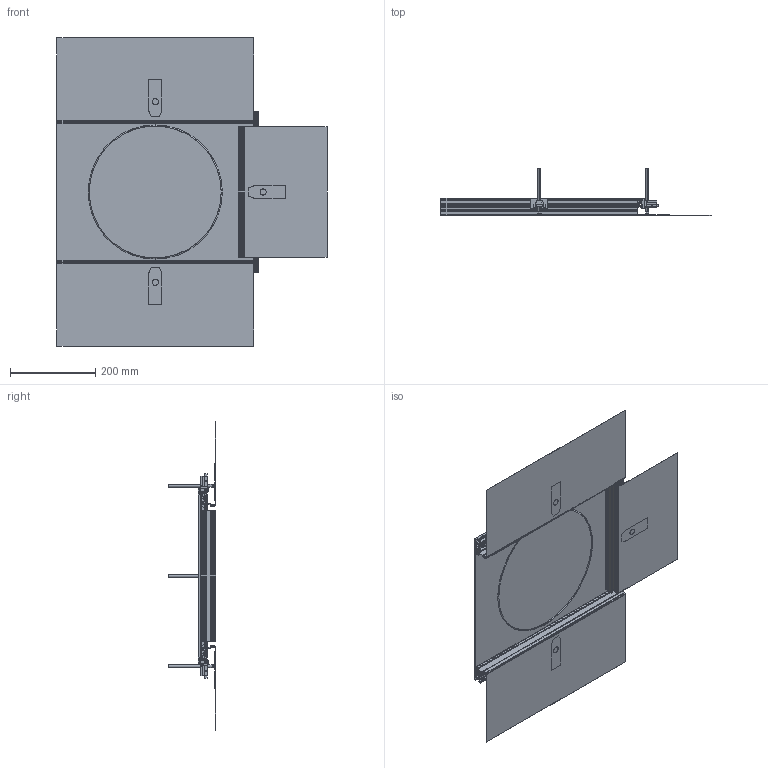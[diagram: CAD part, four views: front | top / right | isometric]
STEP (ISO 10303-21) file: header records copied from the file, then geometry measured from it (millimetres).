
FILE_DESCRIPTION (( 'STEP AP214' ), '1' );
FILE_NAME ('7424346_KSTP1.stp', '2017-04-28T11:52:51', ( '' ), ( '' ), 'SwSTEP 2.0', 'SolidWorks 2016', '' );
FILE_SCHEMA (( 'AUTOMOTIVE_DESIGN' ));
Length unit declared in the file: millimetre
Products named in the file (14): 35104201_Standard; 001135_Standard; 001131_Standard; 001132_Standard; 001133_Standard; R_1_SHORT; R_1; 43941C_Standard; 43940C_Standard; 42955C_Standard; 43428H_Standard; 43953A_Standard; 43951A_Standard; 7424346_KSTP1
Assembly tree (25 placements, depth 2):
  7424346_KSTP1
    43951A_Standard  x2
    43953A_Standard  x2
    43428H_Standard
    42955C_Standard
    43940C_Standard
    43941C_Standard
    R_1  x2
    R_1_SHORT
    001133_Standard  x3
    001132_Standard  x3
    001131_Standard  x3
    001135_Standard  x3
    35104201_Standard  x2
Bounding box: 632.08 x 110.3 x 721.65 mm (x, y, z)
Volume: 1202983.9 mm3; surface area: 1405789.8 mm2
Topology: 25 solids, 25 shells, 913 faces, 2548 edges, 1690 vertices
Faces by surface type: plane 649, cylinder 233, cone 21, torus 10
Entity records: 27777 total; most frequent: CARTESIAN_POINT 3877, ORIENTED_EDGE 3722, DIRECTION 3648, EDGE_CURVE 1861, VECTOR 1414, LINE 1414, VERTEX_POINT 1237, AXIS2_PLACEMENT_3D 1117
